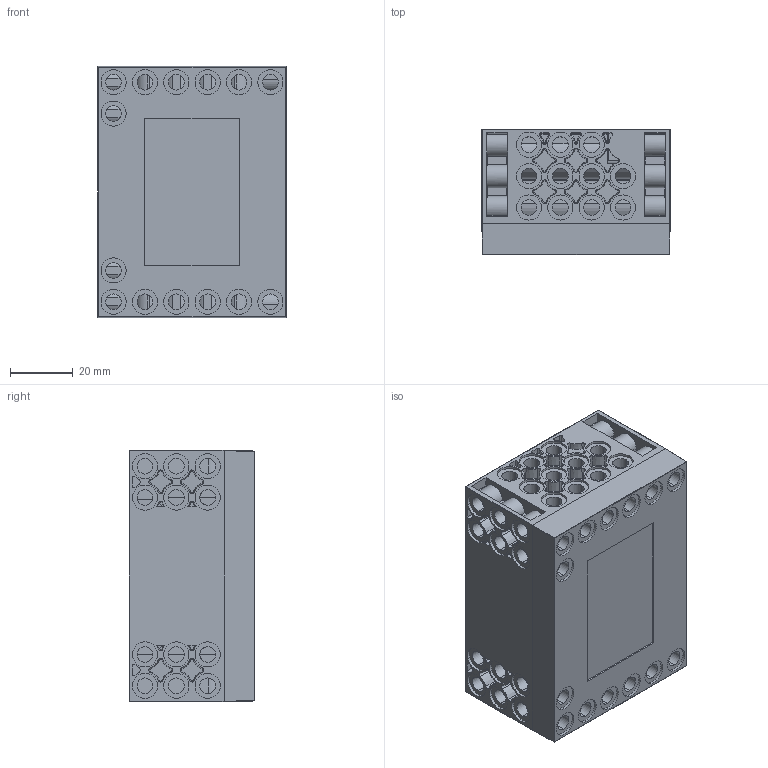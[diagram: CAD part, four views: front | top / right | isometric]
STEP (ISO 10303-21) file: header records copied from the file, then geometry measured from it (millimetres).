
FILE_DESCRIPTION (( 'STEP AP214' ), '1' );
FILE_NAME ('BAbeta_v2.STEP', '2022-03-25T21:11:03', ( '' ), ( '' ), 'SwSTEP 2.0', 'SolidWorks 2021', '' );
FILE_SCHEMA (( 'AUTOMOTIVE_DESIGN' ));
Length unit declared in the file: millimetre
Products named in the file (6): Part1^BAbeta_v2; BAbeta_v2; Part2^BAbeta_v2; BACA_top; BACA_bottom; BA_battery
Assembly tree (10 placements, depth 2):
  BAbeta_v2
    BACA_bottom
    BACA_top
    BA_battery  x6
    Part1^BAbeta_v2
    Part2^BAbeta_v2
Bounding box: 60 x 40 x 80 mm (x, y, z)
Volume: 116136.8 mm3; surface area: 78390.2 mm2
Topology: 14 solids, 14 shells, 1353 faces, 3492 edges, 2284 vertices
Faces by surface type: plane 535, cylinder 494, cone 185, bspline 110, torus 17, sphere 12
Entity records: 45293 total; most frequent: CARTESIAN_POINT 9613, DIRECTION 6732, ORIENTED_EDGE 6424, EDGE_CURVE 3212, AXIS2_PLACEMENT_3D 2513, VERTEX_POINT 2114, VECTOR 1706, LINE 1706
